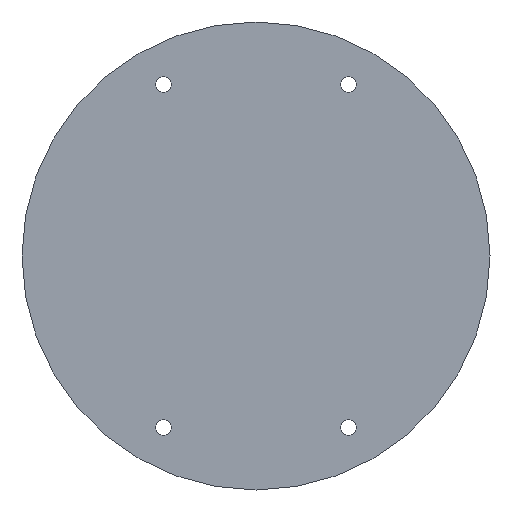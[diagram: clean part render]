
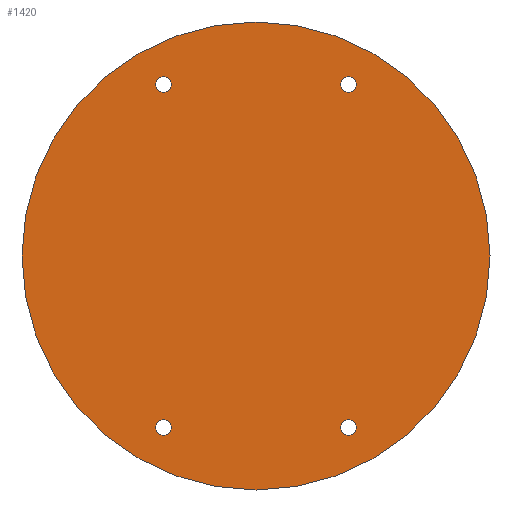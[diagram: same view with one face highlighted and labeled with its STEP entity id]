
A CAD part, front view. The second image highlights one B-rep face of the part: STEP entity #1420.
In plain terms, the highlighted planar face has unit normal (0, -1, 0).
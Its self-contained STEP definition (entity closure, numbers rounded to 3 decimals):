
#3 = VERTEX_POINT ( 'NONE', #38 ) ;
#4 = CARTESIAN_POINT ( 'NONE',  ( 0., 0., -30. ) ) ;
#10 = DIRECTION ( 'NONE',  ( 0., 1., 0. ) ) ;
#35 = VERTEX_POINT ( 'NONE', #54 ) ;
#38 = CARTESIAN_POINT ( 'NONE',  ( -11.874, 0., 23. ) ) ;
#45 = DIRECTION ( 'NONE',  ( 0., 1., 0. ) ) ;
#54 = CARTESIAN_POINT ( 'NONE',  ( -11.874, 0., -21. ) ) ;
#56 = CIRCLE ( 'NONE', #813, 1. ) ;
#71 = EDGE_LOOP ( 'NONE', ( #442, #876 ) ) ;
#87 = EDGE_CURVE ( 'NONE', #1157, #1317, #1413, .T. ) ;
#110 = VERTEX_POINT ( 'NONE', #637 ) ;
#123 = EDGE_LOOP ( 'NONE', ( #816, #128 ) ) ;
#128 = ORIENTED_EDGE ( 'NONE', *, *, #1332, .F. ) ;
#171 = AXIS2_PLACEMENT_3D ( 'NONE', #1064, #1145, #624 ) ;
#178 = FACE_OUTER_BOUND ( 'NONE', #123, .T. ) ;
#184 = VERTEX_POINT ( 'NONE', #1200 ) ;
#185 = FACE_BOUND ( 'NONE', #435, .T. ) ;
#212 = DIRECTION ( 'NONE',  ( 0., 0., 1. ) ) ;
#236 = AXIS2_PLACEMENT_3D ( 'NONE', #412, #304, #1188 ) ;
#238 = CARTESIAN_POINT ( 'NONE',  ( 11.874, 0., -23. ) ) ;
#252 = CIRCLE ( 'NONE', #437, 1. ) ;
#258 = DIRECTION ( 'NONE',  ( 0., 0., 1. ) ) ;
#296 = AXIS2_PLACEMENT_3D ( 'NONE', #743, #314, #212 ) ;
#304 = DIRECTION ( 'NONE',  ( 0., 1., 0. ) ) ;
#313 = DIRECTION ( 'NONE',  ( 0., 0., 1. ) ) ;
#314 = DIRECTION ( 'NONE',  ( 0., 1., 0. ) ) ;
#316 = EDGE_CURVE ( 'NONE', #184, #3, #56, .T. ) ;
#339 = CARTESIAN_POINT ( 'NONE',  ( 11.874, 0., 22. ) ) ;
#346 = AXIS2_PLACEMENT_3D ( 'NONE', #1336, #1005, #775 ) ;
#365 = AXIS2_PLACEMENT_3D ( 'NONE', #1182, #1330, #313 ) ;
#381 = ORIENTED_EDGE ( 'NONE', *, *, #1237, .T. ) ;
#412 = CARTESIAN_POINT ( 'NONE',  ( 11.874, 0., 22. ) ) ;
#414 = DIRECTION ( 'NONE',  ( 0., 1., 0. ) ) ;
#435 = EDGE_LOOP ( 'NONE', ( #578, #1065 ) ) ;
#437 = AXIS2_PLACEMENT_3D ( 'NONE', #1013, #10, #1361 ) ;
#442 = ORIENTED_EDGE ( 'NONE', *, *, #494, .T. ) ;
#494 = EDGE_CURVE ( 'NONE', #1016, #35, #1168, .T. ) ;
#523 = DIRECTION ( 'NONE',  ( 0., 0., 1. ) ) ;
#557 = CIRCLE ( 'NONE', #365, 1. ) ;
#559 = ORIENTED_EDGE ( 'NONE', *, *, #316, .T. ) ;
#574 = ORIENTED_EDGE ( 'NONE', *, *, #847, .T. ) ;
#578 = ORIENTED_EDGE ( 'NONE', *, *, #1221, .T. ) ;
#595 = FACE_BOUND ( 'NONE', #1289, .T. ) ;
#622 = CIRCLE ( 'NONE', #999, 1. ) ;
#624 = DIRECTION ( 'NONE',  ( 0., 0., 1. ) ) ;
#637 = CARTESIAN_POINT ( 'NONE',  ( 11.874, 0., 21. ) ) ;
#669 = DIRECTION ( 'NONE',  ( 0., 0., 1. ) ) ;
#672 = CARTESIAN_POINT ( 'NONE',  ( 0., 0., 30. ) ) ;
#691 = CARTESIAN_POINT ( 'NONE',  ( 11.874, 0., -21. ) ) ;
#733 = DIRECTION ( 'NONE',  ( 0., 1., 0. ) ) ;
#743 = CARTESIAN_POINT ( 'NONE',  ( 0., 0., 0. ) ) ;
#762 = EDGE_CURVE ( 'NONE', #3, #184, #622, .T. ) ;
#775 = DIRECTION ( 'NONE',  ( 0., 0., 1. ) ) ;
#781 = DIRECTION ( 'NONE',  ( 0., 0., 1. ) ) ;
#786 = EDGE_CURVE ( 'NONE', #35, #1016, #557, .T. ) ;
#812 = FACE_BOUND ( 'NONE', #71, .T. ) ;
#813 = AXIS2_PLACEMENT_3D ( 'NONE', #1020, #45, #258 ) ;
#816 = ORIENTED_EDGE ( 'NONE', *, *, #87, .F. ) ;
#833 = CIRCLE ( 'NONE', #1307, 30. ) ;
#836 = VERTEX_POINT ( 'NONE', #238 ) ;
#844 = CARTESIAN_POINT ( 'NONE',  ( -11.874, 0., -23. ) ) ;
#847 = EDGE_CURVE ( 'NONE', #1250, #836, #252, .T. ) ;
#851 = EDGE_CURVE ( 'NONE', #1410, #110, #1364, .T. ) ;
#855 = CIRCLE ( 'NONE', #236, 1. ) ;
#876 = ORIENTED_EDGE ( 'NONE', *, *, #786, .T. ) ;
#897 = DIRECTION ( 'NONE',  ( 0., 1., 0. ) ) ;
#977 = CIRCLE ( 'NONE', #346, 1. ) ;
#990 = AXIS2_PLACEMENT_3D ( 'NONE', #1393, #414, #1304 ) ;
#998 = ORIENTED_EDGE ( 'NONE', *, *, #762, .T. ) ;
#999 = AXIS2_PLACEMENT_3D ( 'NONE', #1002, #733, #523 ) ;
#1002 = CARTESIAN_POINT ( 'NONE',  ( -11.874, 0., 22. ) ) ;
#1005 = DIRECTION ( 'NONE',  ( 0., 1., 0. ) ) ;
#1012 = CARTESIAN_POINT ( 'NONE',  ( 0., 0., 0. ) ) ;
#1013 = CARTESIAN_POINT ( 'NONE',  ( 11.874, 0., -22. ) ) ;
#1016 = VERTEX_POINT ( 'NONE', #844 ) ;
#1020 = CARTESIAN_POINT ( 'NONE',  ( -11.874, 0., 22. ) ) ;
#1050 = FACE_BOUND ( 'NONE', #1264, .T. ) ;
#1064 = CARTESIAN_POINT ( 'NONE',  ( 0., 0., 0. ) ) ;
#1065 = ORIENTED_EDGE ( 'NONE', *, *, #851, .T. ) ;
#1145 = DIRECTION ( 'NONE',  ( 0., 1., 0. ) ) ;
#1157 = VERTEX_POINT ( 'NONE', #4 ) ;
#1168 = CIRCLE ( 'NONE', #990, 1. ) ;
#1175 = AXIS2_PLACEMENT_3D ( 'NONE', #339, #1337, #669 ) ;
#1182 = CARTESIAN_POINT ( 'NONE',  ( -11.874, 0., -22. ) ) ;
#1188 = DIRECTION ( 'NONE',  ( 0., 0., 1. ) ) ;
#1200 = CARTESIAN_POINT ( 'NONE',  ( -11.874, 0., 21. ) ) ;
#1221 = EDGE_CURVE ( 'NONE', #110, #1410, #855, .T. ) ;
#1237 = EDGE_CURVE ( 'NONE', #836, #1250, #977, .T. ) ;
#1250 = VERTEX_POINT ( 'NONE', #691 ) ;
#1264 = EDGE_LOOP ( 'NONE', ( #381, #574 ) ) ;
#1282 = CARTESIAN_POINT ( 'NONE',  ( 11.874, 0., 23. ) ) ;
#1289 = EDGE_LOOP ( 'NONE', ( #559, #998 ) ) ;
#1304 = DIRECTION ( 'NONE',  ( 0., 0., 1. ) ) ;
#1307 = AXIS2_PLACEMENT_3D ( 'NONE', #1012, #897, #781 ) ;
#1317 = VERTEX_POINT ( 'NONE', #672 ) ;
#1330 = DIRECTION ( 'NONE',  ( 0., 1., 0. ) ) ;
#1332 = EDGE_CURVE ( 'NONE', #1317, #1157, #833, .T. ) ;
#1336 = CARTESIAN_POINT ( 'NONE',  ( 11.874, 0., -22. ) ) ;
#1337 = DIRECTION ( 'NONE',  ( 0., 1., 0. ) ) ;
#1361 = DIRECTION ( 'NONE',  ( 0., 0., 1. ) ) ;
#1364 = CIRCLE ( 'NONE', #1175, 1. ) ;
#1382 = PLANE ( 'NONE',  #171 ) ;
#1393 = CARTESIAN_POINT ( 'NONE',  ( -11.874, 0., -22. ) ) ;
#1410 = VERTEX_POINT ( 'NONE', #1282 ) ;
#1413 = CIRCLE ( 'NONE', #296, 30. ) ;
#1420 = ADVANCED_FACE ( 'NONE', ( #178, #812, #1050, #185, #595 ), #1382, .F. ) ;
